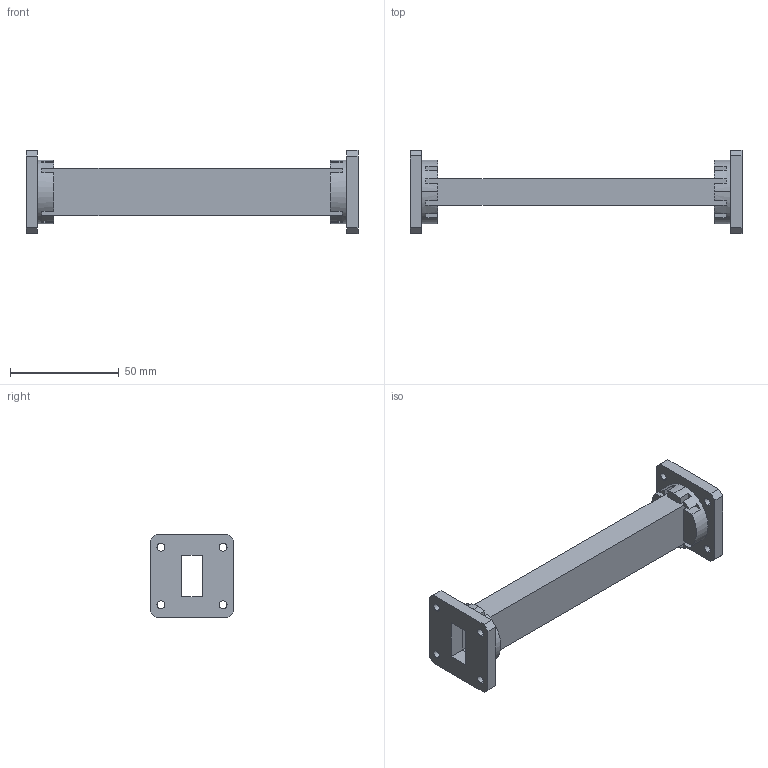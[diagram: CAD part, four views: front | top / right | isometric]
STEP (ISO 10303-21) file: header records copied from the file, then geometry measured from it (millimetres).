
FILE_DESCRIPTION (( 'STEP AP214' ), '1' );
FILE_NAME ('PE-W75S001-6_3D.STEP', '2021-11-17T00:16:11', ( '' ), ( '' ), 'SwSTEP 2.0', 'SolidWorks 2021', '' );
FILE_SCHEMA (( 'AUTOMOTIVE_DESIGN' ));
Length unit declared in the file: inch
Products named in the file (1): PE-W75S001-6_3D
Bounding box: 152.4 x 38.1 x 38.1 mm (x, y, z)
Volume: 30085.3 mm3; surface area: 27691.5 mm2
Topology: 3 solids, 3 shells, 116 faces, 324 edges, 216 vertices
Faces by surface type: plane 96, cylinder 20
Entity records: 4216 total; most frequent: CARTESIAN_POINT 657, ORIENTED_EDGE 648, DIRECTION 630, EDGE_CURVE 324, LINE 252, VECTOR 252, VERTEX_POINT 216, AXIS2_PLACEMENT_3D 189
